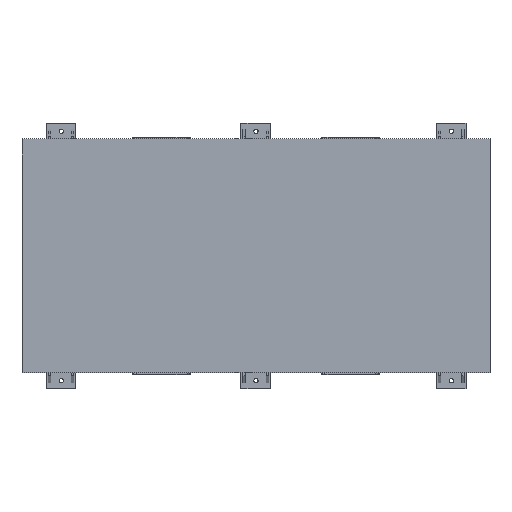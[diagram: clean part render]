
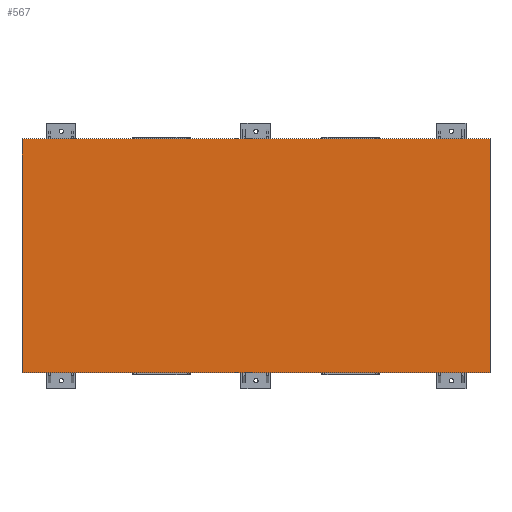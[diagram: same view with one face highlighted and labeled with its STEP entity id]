
A CAD part, top view. The second image highlights one B-rep face of the part: STEP entity #567.
In plain terms, the highlighted planar face has unit normal (0, 0, 1).
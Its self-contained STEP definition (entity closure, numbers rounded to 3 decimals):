
#567=ADVANCED_FACE('',(#1155),#829,.T.);
#829=PLANE('',#7726);
#1155=FACE_OUTER_BOUND('',#1553,.T.);
#1553=EDGE_LOOP('',(#5287,#5288,#5289,#5290));
#2391=LINE('',#11685,#3235);
#2392=LINE('',#11688,#3236);
#2393=LINE('',#11690,#3237);
#2394=LINE('',#11692,#3238);
#3235=VECTOR('',#9642,1.);
#3236=VECTOR('',#9643,1.);
#3237=VECTOR('',#9644,1.);
#3238=VECTOR('',#9645,1.);
#5287=ORIENTED_EDGE('',*,*,#6987,.F.);
#5288=ORIENTED_EDGE('',*,*,#6988,.F.);
#5289=ORIENTED_EDGE('',*,*,#6989,.F.);
#5290=ORIENTED_EDGE('',*,*,#6990,.F.);
#5959=VERTEX_POINT('',#11686);
#5960=VERTEX_POINT('',#11687);
#5961=VERTEX_POINT('',#11689);
#5962=VERTEX_POINT('',#11691);
#6987=EDGE_CURVE('',#5959,#5960,#2391,.T.);
#6988=EDGE_CURVE('',#5961,#5959,#2392,.T.);
#6989=EDGE_CURVE('',#5962,#5961,#2393,.T.);
#6990=EDGE_CURVE('',#5960,#5962,#2394,.T.);
#7726=AXIS2_PLACEMENT_3D('',#11693,#9646,#9647);
#9642=DIRECTION('',(-1.,0.,0.));
#9643=DIRECTION('',(0.,-1.,0.));
#9644=DIRECTION('',(1.,0.,0.));
#9645=DIRECTION('',(0.,1.,0.));
#9646=DIRECTION('',(0.,0.,1.));
#9647=DIRECTION('',(1.,0.,0.));
#11685=CARTESIAN_POINT('',(-1200.,0.,0.));
#11686=CARTESIAN_POINT('',(0.,0.,0.));
#11687=CARTESIAN_POINT('',(-2400.,0.,0.));
#11688=CARTESIAN_POINT('',(0.,600.,0.));
#11689=CARTESIAN_POINT('',(0.,1200.,0.));
#11690=CARTESIAN_POINT('',(-1200.,1200.,0.));
#11691=CARTESIAN_POINT('',(-2400.,1200.,0.));
#11692=CARTESIAN_POINT('',(-2400.,600.,0.));
#11693=CARTESIAN_POINT('',(-1200.,600.,0.));
